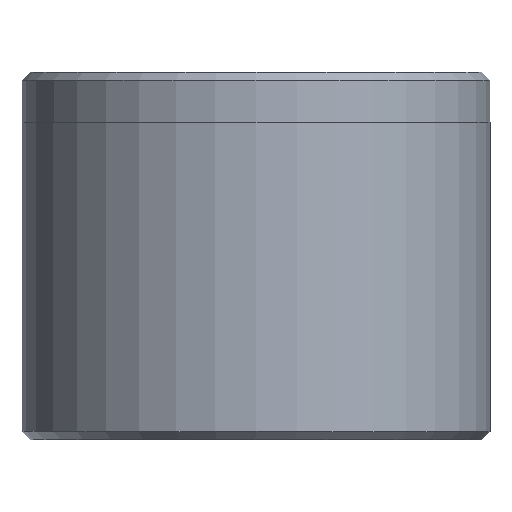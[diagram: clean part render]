
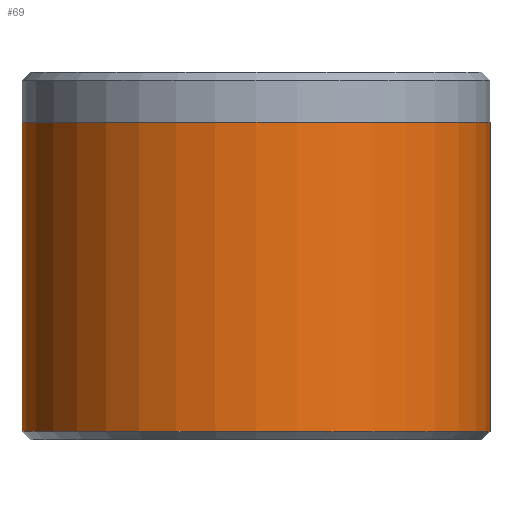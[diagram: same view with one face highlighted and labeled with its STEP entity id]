
A CAD part, front view. The second image highlights one B-rep face of the part: STEP entity #69.
In plain terms, the highlighted cylindrical face has radius 14 mm (diameter 28 mm), a partial arc.
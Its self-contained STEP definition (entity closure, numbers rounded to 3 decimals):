
#16 = DIRECTION ( 'NONE',  ( 0., 0., -1. ) ) ;
#67 = EDGE_CURVE ( 'NONE', #989, #774, #1157, .T. ) ;
#69 = ADVANCED_FACE ( 'NONE', ( #1483 ), #1440, .T. ) ;
#73 = VERTEX_POINT ( 'NONE', #997 ) ;
#97 = CARTESIAN_POINT ( 'NONE',  ( -14., 0., 19. ) ) ;
#281 = ORIENTED_EDGE ( 'NONE', *, *, #437, .T. ) ;
#297 = CARTESIAN_POINT ( 'NONE',  ( -14., 0., 0.5 ) ) ;
#373 = CIRCLE ( 'NONE', #1561, 14. ) ;
#380 = DIRECTION ( 'NONE',  ( 0., 0., -1. ) ) ;
#391 = CIRCLE ( 'NONE', #1257, 14. ) ;
#414 = CARTESIAN_POINT ( 'NONE',  ( 14., 0., 22. ) ) ;
#437 = EDGE_CURVE ( 'NONE', #774, #73, #391, .T. ) ;
#443 = CARTESIAN_POINT ( 'NONE',  ( 14., 0., 19. ) ) ;
#461 = VERTEX_POINT ( 'NONE', #443 ) ;
#485 = ORIENTED_EDGE ( 'NONE', *, *, #1499, .F. ) ;
#540 = DIRECTION ( 'NONE',  ( 0., 0., 1. ) ) ;
#652 = CARTESIAN_POINT ( 'NONE',  ( 0., 0., 22. ) ) ;
#774 = VERTEX_POINT ( 'NONE', #297 ) ;
#856 = AXIS2_PLACEMENT_3D ( 'NONE', #652, #1133, #1478 ) ;
#936 = DIRECTION ( 'NONE',  ( 1., 0., 0. ) ) ;
#989 = VERTEX_POINT ( 'NONE', #97 ) ;
#997 = CARTESIAN_POINT ( 'NONE',  ( 14., 0., 0.5 ) ) ;
#1060 = VECTOR ( 'NONE', #16, 1000. ) ;
#1093 = ORIENTED_EDGE ( 'NONE', *, *, #1455, .F. ) ;
#1094 = ORIENTED_EDGE ( 'NONE', *, *, #67, .T. ) ;
#1100 = DIRECTION ( 'NONE',  ( 0., 0., 1. ) ) ;
#1133 = DIRECTION ( 'NONE',  ( 0., 0., -1. ) ) ;
#1139 = EDGE_LOOP ( 'NONE', ( #485, #1093, #1094, #281 ) ) ;
#1143 = VECTOR ( 'NONE', #380, 1000. ) ;
#1157 = LINE ( 'NONE', #1430, #1060 ) ;
#1257 = AXIS2_PLACEMENT_3D ( 'NONE', #1263, #1100, #936 ) ;
#1263 = CARTESIAN_POINT ( 'NONE',  ( 0., 0., 0.5 ) ) ;
#1430 = CARTESIAN_POINT ( 'NONE',  ( -14., 0., 22. ) ) ;
#1440 = CYLINDRICAL_SURFACE ( 'NONE', #856, 14. ) ;
#1455 = EDGE_CURVE ( 'NONE', #989, #461, #373, .T. ) ;
#1478 = DIRECTION ( 'NONE',  ( -1., 0., 0. ) ) ;
#1483 = FACE_OUTER_BOUND ( 'NONE', #1139, .T. ) ;
#1499 = EDGE_CURVE ( 'NONE', #461, #73, #1994, .T. ) ;
#1524 = CARTESIAN_POINT ( 'NONE',  ( 0., 0., 19. ) ) ;
#1561 = AXIS2_PLACEMENT_3D ( 'NONE', #1524, #540, #1684 ) ;
#1684 = DIRECTION ( 'NONE',  ( 1., 0., 0. ) ) ;
#1994 = LINE ( 'NONE', #414, #1143 ) ;
